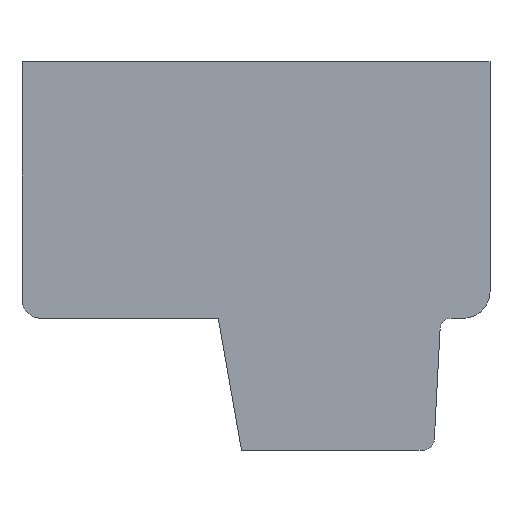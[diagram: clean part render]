
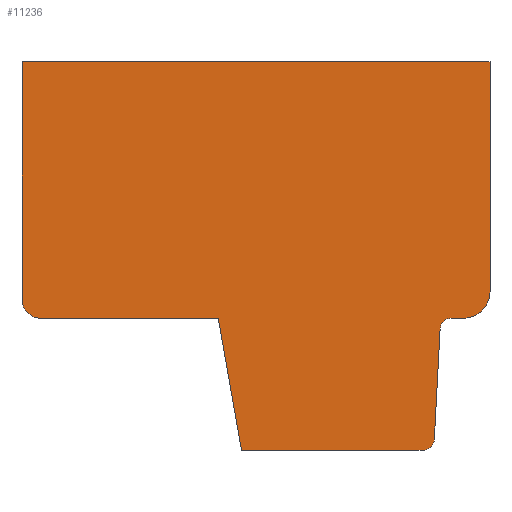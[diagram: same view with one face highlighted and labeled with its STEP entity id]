
A CAD part, front view. The second image highlights one B-rep face of the part: STEP entity #11236.
In plain terms, the highlighted planar face has unit normal (0, -1, 0).
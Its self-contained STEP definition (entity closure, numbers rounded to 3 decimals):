
#1=DIRECTION('',(0.,0.,1.));
#2=VECTOR('',#1,6.3);
#3=CARTESIAN_POINT('',(-6.2,0.,-1.15));
#4=LINE('',#3,#2);
#5=DIRECTION('',(1.,0.,0.));
#6=VECTOR('',#5,12.4);
#7=CARTESIAN_POINT('',(-6.2,0.,5.15));
#8=LINE('',#7,#6);
#9=DIRECTION('',(0.,0.,-1.));
#10=VECTOR('',#9,6.1);
#11=CARTESIAN_POINT('',(6.2,0.,5.15));
#12=LINE('',#11,#10);
#13=CARTESIAN_POINT('',(5.5,0.,-0.95));
#14=DIRECTION('',(0.,1.,0.));
#15=DIRECTION('',(1.,0.,0.));
#16=AXIS2_PLACEMENT_3D('',#13,#14,#15);
#18=DIRECTION('',(-1.,0.,0.));
#19=VECTOR('',#18,0.323);
#20=CARTESIAN_POINT('',(5.5,0.,-1.65));
#21=LINE('',#20,#19);
#22=CARTESIAN_POINT('',(5.177,0.,-1.95));
#23=DIRECTION('',(0.,-1.,0.));
#24=DIRECTION('',(0.,0.,1.));
#25=AXIS2_PLACEMENT_3D('',#22,#23,#24);
#27=DIRECTION('',(-0.052,0.,-0.999));
#28=VECTOR('',#27,2.904);
#29=CARTESIAN_POINT('',(4.877,0.,-1.95));
#30=LINE('',#29,#28);
#31=CARTESIAN_POINT('',(4.425,0.,-4.85));
#32=DIRECTION('',(0.,1.,0.));
#33=DIRECTION('',(1.,0.,0.));
#34=AXIS2_PLACEMENT_3D('',#31,#32,#33);
#36=DIRECTION('',(-1.,0.,0.));
#37=VECTOR('',#36,4.808);
#38=CARTESIAN_POINT('',(4.425,0.,-5.15));
#39=LINE('',#38,#37);
#40=DIRECTION('',(-0.174,0.,0.985));
#41=VECTOR('',#40,3.554);
#42=CARTESIAN_POINT('',(-0.383,0.,-5.15));
#43=LINE('',#42,#41);
#44=DIRECTION('',(-1.,0.,0.));
#45=VECTOR('',#44,4.7);
#46=CARTESIAN_POINT('',(-1.,0.,-1.65));
#47=LINE('',#46,#45);
#48=CARTESIAN_POINT('',(-5.7,0.,-1.15));
#49=DIRECTION('',(0.,1.,0.));
#50=DIRECTION('',(0.,0.,-1.));
#51=AXIS2_PLACEMENT_3D('',#48,#49,#50);
#8525=CARTESIAN_POINT('',(-6.2,0.,-1.15));
#8526=CARTESIAN_POINT('',(-6.2,0.,5.15));
#8527=VERTEX_POINT('',#8525);
#8528=VERTEX_POINT('',#8526);
#8529=CARTESIAN_POINT('',(6.2,0.,5.15));
#8530=VERTEX_POINT('',#8529);
#8531=CARTESIAN_POINT('',(6.2,0.,-0.95));
#8532=VERTEX_POINT('',#8531);
#8533=CARTESIAN_POINT('',(5.5,0.,-1.65));
#8534=VERTEX_POINT('',#8533);
#8535=CARTESIAN_POINT('',(5.177,0.,-1.65));
#8536=VERTEX_POINT('',#8535);
#8537=CARTESIAN_POINT('',(4.877,0.,-1.95));
#8538=VERTEX_POINT('',#8537);
#8539=CARTESIAN_POINT('',(4.725,0.,-4.85));
#8540=VERTEX_POINT('',#8539);
#8541=CARTESIAN_POINT('',(4.425,0.,-5.15));
#8542=VERTEX_POINT('',#8541);
#8543=CARTESIAN_POINT('',(-0.383,0.,-5.15));
#8544=VERTEX_POINT('',#8543);
#8545=CARTESIAN_POINT('',(-1.,0.,-1.65));
#8546=VERTEX_POINT('',#8545);
#8547=CARTESIAN_POINT('',(-5.7,0.,-1.65));
#8548=VERTEX_POINT('',#8547);
#11205=CARTESIAN_POINT('',(0.,0.,0.));
#11206=DIRECTION('',(0.,1.,0.));
#11207=DIRECTION('',(1.,0.,0.));
#11208=AXIS2_PLACEMENT_3D('',#11205,#11206,#11207);
#11209=PLANE('',#11208);
#11211=ORIENTED_EDGE('',*,*,#11210,.T.);
#11213=ORIENTED_EDGE('',*,*,#11212,.T.);
#11215=ORIENTED_EDGE('',*,*,#11214,.T.);
#11217=ORIENTED_EDGE('',*,*,#11216,.T.);
#11219=ORIENTED_EDGE('',*,*,#11218,.T.);
#11221=ORIENTED_EDGE('',*,*,#11220,.T.);
#11223=ORIENTED_EDGE('',*,*,#11222,.T.);
#11225=ORIENTED_EDGE('',*,*,#11224,.T.);
#11227=ORIENTED_EDGE('',*,*,#11226,.T.);
#11229=ORIENTED_EDGE('',*,*,#11228,.T.);
#11231=ORIENTED_EDGE('',*,*,#11230,.T.);
#11233=ORIENTED_EDGE('',*,*,#11232,.T.);
#11234=EDGE_LOOP('',(#11211,#11213,#11215,#11217,#11219,#11221,#11223,#11225,
#11227,#11229,#11231,#11233));
#11235=FACE_OUTER_BOUND('',#11234,.F.);
#11236=ADVANCED_FACE('',(#11235),#11209,.F.);
#17=CIRCLE('',#16,0.7);
#26=CIRCLE('',#25,0.3);
#35=CIRCLE('',#34,0.3);
#52=CIRCLE('',#51,0.5);
#11210=EDGE_CURVE('',#8527,#8528,#4,.T.);
#11212=EDGE_CURVE('',#8528,#8530,#8,.T.);
#11214=EDGE_CURVE('',#8530,#8532,#12,.T.);
#11216=EDGE_CURVE('',#8532,#8534,#17,.T.);
#11218=EDGE_CURVE('',#8534,#8536,#21,.T.);
#11220=EDGE_CURVE('',#8536,#8538,#26,.T.);
#11222=EDGE_CURVE('',#8538,#8540,#30,.T.);
#11224=EDGE_CURVE('',#8540,#8542,#35,.T.);
#11226=EDGE_CURVE('',#8542,#8544,#39,.T.);
#11228=EDGE_CURVE('',#8544,#8546,#43,.T.);
#11230=EDGE_CURVE('',#8546,#8548,#47,.T.);
#11232=EDGE_CURVE('',#8548,#8527,#52,.T.);
